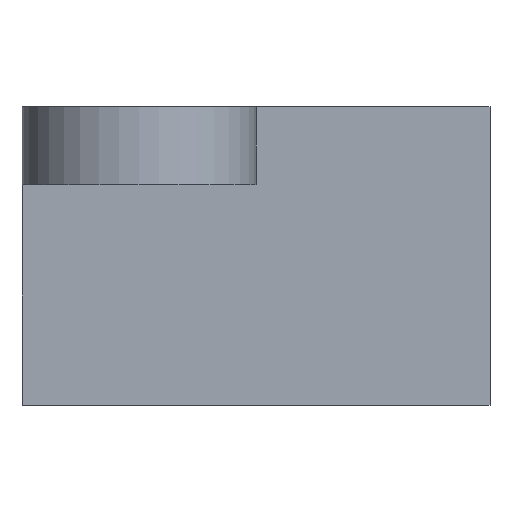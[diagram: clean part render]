
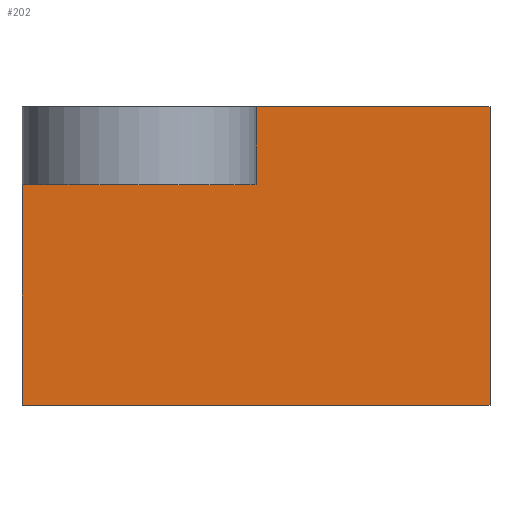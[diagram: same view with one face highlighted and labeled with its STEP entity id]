
A CAD part, front view. The second image highlights one B-rep face of the part: STEP entity #202.
In plain terms, the highlighted planar face has unit normal (0, -1, 0).
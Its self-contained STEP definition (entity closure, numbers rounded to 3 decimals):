
#24 = VERTEX_POINT('',#25);
#25 = CARTESIAN_POINT('',(-8.5,-7.5,-6.5));
#31 = EDGE_CURVE('',#24,#32,#34,.T.);
#32 = VERTEX_POINT('',#33);
#33 = CARTESIAN_POINT('',(9.5,-7.5,-6.5));
#34 = LINE('',#35,#36);
#35 = CARTESIAN_POINT('',(-8.5,-7.5,-6.5));
#36 = VECTOR('',#37,1.);
#37 = DIRECTION('',(1.,0.,0.));
#70 = EDGE_CURVE('',#24,#71,#73,.T.);
#71 = VERTEX_POINT('',#72);
#72 = CARTESIAN_POINT('',(-8.5,-7.5,2.));
#73 = LINE('',#74,#75);
#74 = CARTESIAN_POINT('',(-8.5,-7.5,-6.5));
#75 = VECTOR('',#76,1.);
#76 = DIRECTION('',(0.,0.,1.));
#202 = ADVANCED_FACE('',(#203),#253,.F.);
#203 = FACE_BOUND('',#204,.F.);
#204 = EDGE_LOOP('',(#205,#206,#207,#215,#223,#231,#239,#247));
#205 = ORIENTED_EDGE('',*,*,#31,.F.);
#206 = ORIENTED_EDGE('',*,*,#70,.T.);
#207 = ORIENTED_EDGE('',*,*,#208,.T.);
#208 = EDGE_CURVE('',#71,#209,#211,.T.);
#209 = VERTEX_POINT('',#210);
#210 = CARTESIAN_POINT('',(-5.745,-7.5,2.));
#211 = LINE('',#212,#213);
#212 = CARTESIAN_POINT('',(-8.5,-7.5,2.));
#213 = VECTOR('',#214,1.);
#214 = DIRECTION('',(1.,0.,0.));
#215 = ORIENTED_EDGE('',*,*,#216,.T.);
#216 = EDGE_CURVE('',#209,#217,#219,.T.);
#217 = VERTEX_POINT('',#218);
#218 = CARTESIAN_POINT('',(-2.255,-7.5,2.));
#219 = LINE('',#220,#221);
#220 = CARTESIAN_POINT('',(-8.5,-7.5,2.));
#221 = VECTOR('',#222,1.);
#222 = DIRECTION('',(1.,0.,0.));
#223 = ORIENTED_EDGE('',*,*,#224,.T.);
#224 = EDGE_CURVE('',#217,#225,#227,.T.);
#225 = VERTEX_POINT('',#226);
#226 = CARTESIAN_POINT('',(0.5,-7.5,2.));
#227 = LINE('',#228,#229);
#228 = CARTESIAN_POINT('',(-8.5,-7.5,2.));
#229 = VECTOR('',#230,1.);
#230 = DIRECTION('',(1.,0.,0.));
#231 = ORIENTED_EDGE('',*,*,#232,.F.);
#232 = EDGE_CURVE('',#233,#225,#235,.T.);
#233 = VERTEX_POINT('',#234);
#234 = CARTESIAN_POINT('',(0.5,-7.5,5.));
#235 = LINE('',#236,#237);
#236 = CARTESIAN_POINT('',(0.5,-7.5,5.));
#237 = VECTOR('',#238,1.);
#238 = DIRECTION('',(-0.,-0.,-1.));
#239 = ORIENTED_EDGE('',*,*,#240,.T.);
#240 = EDGE_CURVE('',#233,#241,#243,.T.);
#241 = VERTEX_POINT('',#242);
#242 = CARTESIAN_POINT('',(9.5,-7.5,5.));
#243 = LINE('',#244,#245);
#244 = CARTESIAN_POINT('',(-8.5,-7.5,5.));
#245 = VECTOR('',#246,1.);
#246 = DIRECTION('',(1.,0.,0.));
#247 = ORIENTED_EDGE('',*,*,#248,.F.);
#248 = EDGE_CURVE('',#32,#241,#249,.T.);
#249 = LINE('',#250,#251);
#250 = CARTESIAN_POINT('',(9.5,-7.5,-6.5));
#251 = VECTOR('',#252,1.);
#252 = DIRECTION('',(0.,0.,1.));
#253 = PLANE('',#254);
#254 = AXIS2_PLACEMENT_3D('',#255,#256,#257);
#255 = CARTESIAN_POINT('',(-8.5,-7.5,-6.5));
#256 = DIRECTION('',(0.,1.,0.));
#257 = DIRECTION('',(1.,0.,0.));
